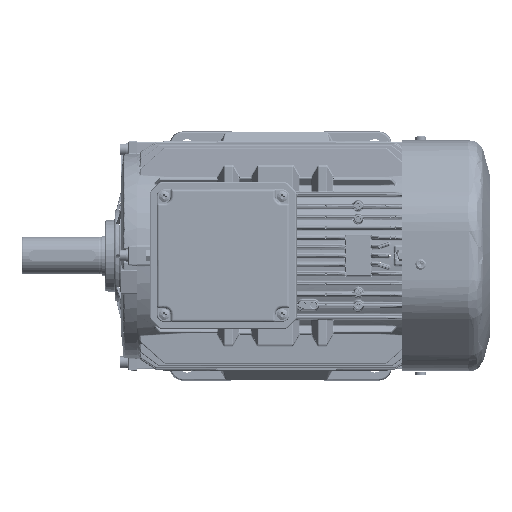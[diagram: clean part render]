
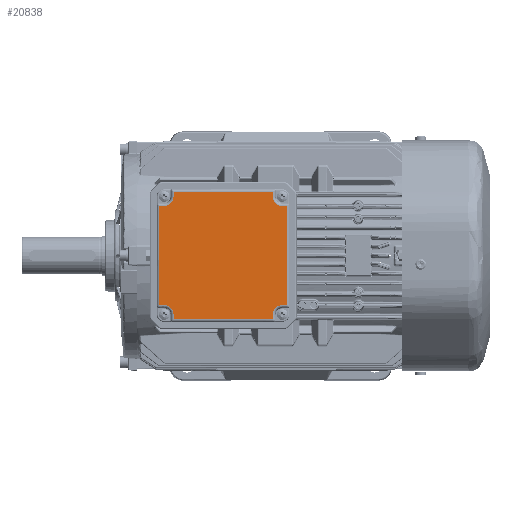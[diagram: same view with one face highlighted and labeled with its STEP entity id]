
A CAD part, top view. The second image highlights one B-rep face of the part: STEP entity #20838.
In plain terms, the highlighted planar face has unit normal (0, 0, 1).
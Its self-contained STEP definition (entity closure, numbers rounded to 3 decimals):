
#20838=ADVANCED_FACE('',(#28399),#23281,.T.);
#23281=PLANE('',#123487);
#28399=FACE_OUTER_BOUND('',#34786,.T.);
#34786=EDGE_LOOP('',(#60307,#60308,#60309,#60310,#60311,#60312,#60313,#60314,
#60315,#60316,#60317,#60318,#60319,#60320,#60321,#60322));
#60307=ORIENTED_EDGE('',*,*,#94526,.T.);
#60308=ORIENTED_EDGE('',*,*,#94523,.T.);
#60309=ORIENTED_EDGE('',*,*,#94519,.T.);
#60310=ORIENTED_EDGE('',*,*,#94524,.T.);
#60311=ORIENTED_EDGE('',*,*,#94528,.T.);
#60312=ORIENTED_EDGE('',*,*,#94534,.T.);
#60313=ORIENTED_EDGE('',*,*,#94583,.T.);
#60314=ORIENTED_EDGE('',*,*,#94584,.T.);
#60315=ORIENTED_EDGE('',*,*,#94539,.T.);
#60316=ORIENTED_EDGE('',*,*,#94544,.T.);
#60317=ORIENTED_EDGE('',*,*,#94547,.T.);
#60318=ORIENTED_EDGE('',*,*,#94585,.T.);
#60319=ORIENTED_EDGE('',*,*,#94586,.T.);
#60320=ORIENTED_EDGE('',*,*,#94587,.T.);
#60321=ORIENTED_EDGE('',*,*,#94537,.T.);
#60322=ORIENTED_EDGE('',*,*,#94531,.T.);
#76563=VERTEX_POINT('',#219268);
#76580=VERTEX_POINT('',#219358);
#76581=VERTEX_POINT('',#219403);
#76598=VERTEX_POINT('',#219493);
#76601=VERTEX_POINT('',#219541);
#76616=VERTEX_POINT('',#219628);
#76618=VERTEX_POINT('',#219666);
#76619=VERTEX_POINT('',#219670);
#76621=VERTEX_POINT('',#219682);
#76624=VERTEX_POINT('',#219692);
#76626=VERTEX_POINT('',#219699);
#76627=VERTEX_POINT('',#219703);
#76628=VERTEX_POINT('',#219704);
#76631=VERTEX_POINT('',#219721);
#76649=VERTEX_POINT('',#219799);
#76650=VERTEX_POINT('',#219801);
#94519=EDGE_CURVE('',#76618,#76598,#103819,.T.);
#94523=EDGE_CURVE('',#76619,#76618,#114846,.T.);
#94524=EDGE_CURVE('',#76598,#76601,#103820,.T.);
#94526=EDGE_CURVE('',#76581,#76619,#103822,.T.);
#94528=EDGE_CURVE('',#76601,#76621,#103824,.T.);
#94531=EDGE_CURVE('',#76580,#76581,#103826,.T.);
#94534=EDGE_CURVE('',#76621,#76624,#114849,.T.);
#94537=EDGE_CURVE('',#76626,#76580,#103829,.T.);
#94539=EDGE_CURVE('',#76627,#76628,#103830,.T.);
#94544=EDGE_CURVE('',#76628,#76631,#114854,.T.);
#94547=EDGE_CURVE('',#76631,#76563,#103833,.T.);
#94583=EDGE_CURVE('',#76624,#76616,#103860,.T.);
#94584=EDGE_CURVE('',#76616,#76627,#103861,.T.);
#94585=EDGE_CURVE('',#76563,#76649,#103862,.T.);
#94586=EDGE_CURVE('',#76649,#76650,#103863,.T.);
#94587=EDGE_CURVE('',#76650,#76626,#114865,.T.);
#103819=LINE('',#219665,#110422);
#103820=LINE('',#219675,#110423);
#103822=LINE('',#219678,#110425);
#103824=LINE('',#219681,#110427);
#103826=LINE('',#219687,#110429);
#103829=LINE('',#219698,#110432);
#103830=LINE('',#219702,#110433);
#103833=LINE('',#219726,#110436);
#103860=LINE('',#219796,#110463);
#103861=LINE('',#219797,#110464);
#103862=LINE('',#219798,#110465);
#103863=LINE('',#219800,#110466);
#110422=VECTOR('',#145969,1.);
#110423=VECTOR('',#145982,1.);
#110425=VECTOR('',#145986,1.);
#110427=VECTOR('',#145990,1.);
#110429=VECTOR('',#145996,1.);
#110432=VECTOR('',#146009,1.);
#110433=VECTOR('',#146014,1.);
#110436=VECTOR('',#146029,1.);
#110463=VECTOR('',#146108,1.);
#110464=VECTOR('',#146109,1.);
#110465=VECTOR('',#146110,1.);
#110466=VECTOR('',#146111,1.);
#114846=CIRCLE('',#123441,7.);
#114849=CIRCLE('',#123449,7.);
#114854=CIRCLE('',#123457,7.);
#114865=CIRCLE('',#123486,7.);
#123441=AXIS2_PLACEMENT_3D('',#219673,#145978,#145979);
#123449=AXIS2_PLACEMENT_3D('',#219693,#146002,#146003);
#123457=AXIS2_PLACEMENT_3D('',#219722,#146022,#146023);
#123486=AXIS2_PLACEMENT_3D('',#219802,#146112,#146113);
#123487=AXIS2_PLACEMENT_3D('',#219803,#146114,#146115);
#145969=DIRECTION('',(0.,-1.,0.));
#145978=DIRECTION('',(0.,0.,-1.));
#145979=DIRECTION('',(-1.,0.,0.));
#145982=DIRECTION('',(1.,0.,0.));
#145986=DIRECTION('',(1.,0.,0.));
#145990=DIRECTION('',(0.,1.,0.));
#145996=DIRECTION('',(0.,-1.,0.));
#146002=DIRECTION('',(0.,0.,-1.));
#146003=DIRECTION('',(-1.,0.,0.));
#146009=DIRECTION('',(-1.,0.,0.));
#146014=DIRECTION('',(-1.,0.,0.));
#146022=DIRECTION('',(0.,0.,-1.));
#146023=DIRECTION('',(-1.,0.,0.));
#146029=DIRECTION('',(0.,1.,0.));
#146108=DIRECTION('',(1.,0.,0.));
#146109=DIRECTION('',(0.,1.,0.));
#146110=DIRECTION('',(-1.,0.,0.));
#146111=DIRECTION('',(0.,-1.,0.));
#146112=DIRECTION('',(0.,0.,-1.));
#146113=DIRECTION('',(-1.,0.,0.));
#146114=DIRECTION('',(0.,0.,1.));
#146115=DIRECTION('',(1.,0.,0.));
#219268=CARTESIAN_POINT('',(104.5,47.5,133.05));
#219358=CARTESIAN_POINT('',(20.,37.,133.05));
#219403=CARTESIAN_POINT('',(20.,-37.,133.05));
#219493=CARTESIAN_POINT('',(30.5,-47.5,133.05));
#219541=CARTESIAN_POINT('',(104.5,-47.5,133.05));
#219628=CARTESIAN_POINT('',(115.,-37.,133.05));
#219665=CARTESIAN_POINT('',(30.5,-49.5,133.05));
#219666=CARTESIAN_POINT('',(30.5,-44.,133.05));
#219670=CARTESIAN_POINT('',(23.5,-37.,133.05));
#219673=CARTESIAN_POINT('',(23.5,-44.,133.05));
#219675=CARTESIAN_POINT('',(106.5,-47.5,133.05));
#219678=CARTESIAN_POINT('',(23.5,-37.,133.05));
#219681=CARTESIAN_POINT('',(104.5,-44.,133.05));
#219682=CARTESIAN_POINT('',(104.5,-44.,133.05));
#219687=CARTESIAN_POINT('',(20.,-39.,133.05));
#219692=CARTESIAN_POINT('',(111.5,-37.,133.05));
#219693=CARTESIAN_POINT('',(111.5,-44.,133.05));
#219698=CARTESIAN_POINT('',(18.,37.,133.05));
#219699=CARTESIAN_POINT('',(23.5,37.,133.05));
#219702=CARTESIAN_POINT('',(111.5,37.,133.05));
#219703=CARTESIAN_POINT('',(115.,37.,133.05));
#219704=CARTESIAN_POINT('',(111.5,37.,133.05));
#219721=CARTESIAN_POINT('',(104.5,44.,133.05));
#219722=CARTESIAN_POINT('',(111.5,44.,133.05));
#219726=CARTESIAN_POINT('',(104.5,49.5,133.05));
#219796=CARTESIAN_POINT('',(117.,-37.,133.05));
#219797=CARTESIAN_POINT('',(115.,39.,133.05));
#219798=CARTESIAN_POINT('',(28.5,47.5,133.05));
#219799=CARTESIAN_POINT('',(30.5,47.5,133.05));
#219800=CARTESIAN_POINT('',(30.5,44.,133.05));
#219801=CARTESIAN_POINT('',(30.5,44.,133.05));
#219802=CARTESIAN_POINT('',(23.5,44.,133.05));
#219803=CARTESIAN_POINT('',(23.5,-44.,133.05));
